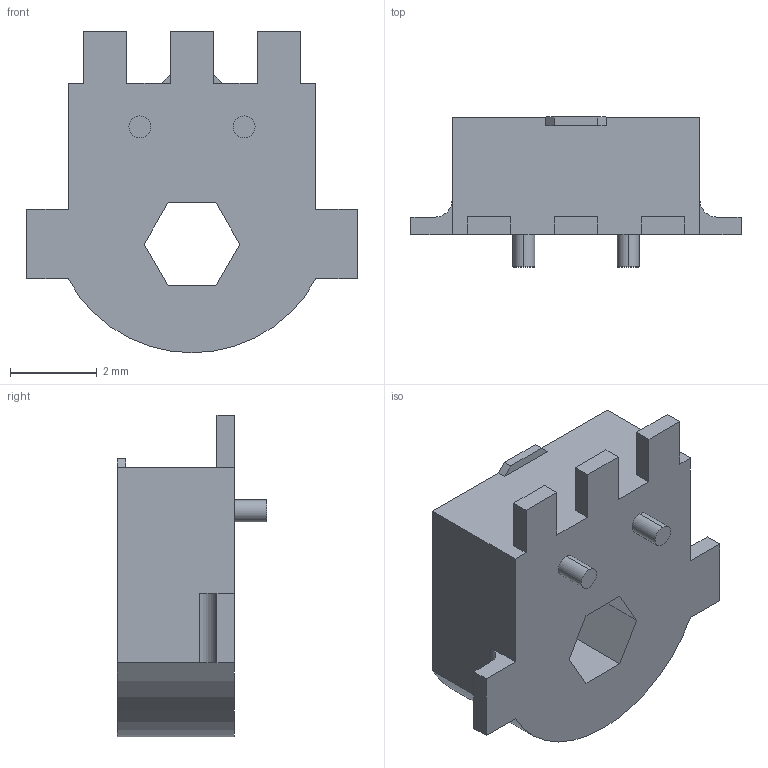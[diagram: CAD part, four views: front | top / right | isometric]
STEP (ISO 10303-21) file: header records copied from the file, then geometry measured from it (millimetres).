
FILE_DESCRIPTION (( 'STEP AP203' ), '1' );
FILE_NAME ('EC05E.STEP', '2021-04-20T09:36:01', ( '' ), ( '' ), 'SwSTEP 2.0', 'SolidWorks 2020', '' );
FILE_SCHEMA (( 'CONFIG_CONTROL_DESIGN' ));
Length unit declared in the file: millimetre
Products named in the file (1): EC05E
Bounding box: 7.6 x 3.45 x 7.4 mm (x, y, z)
Volume: 82.3 mm3; surface area: 155.9 mm2
Topology: 1 solids, 1 shells, 48 faces, 127 edges, 84 vertices
Faces by surface type: plane 38, cylinder 10
Entity records: 1556 total; most frequent: CARTESIAN_POINT 260, ORIENTED_EDGE 254, DIRECTION 245, EDGE_CURVE 127, VECTOR 107, LINE 107, VERTEX_POINT 84, AXIS2_PLACEMENT_3D 69
